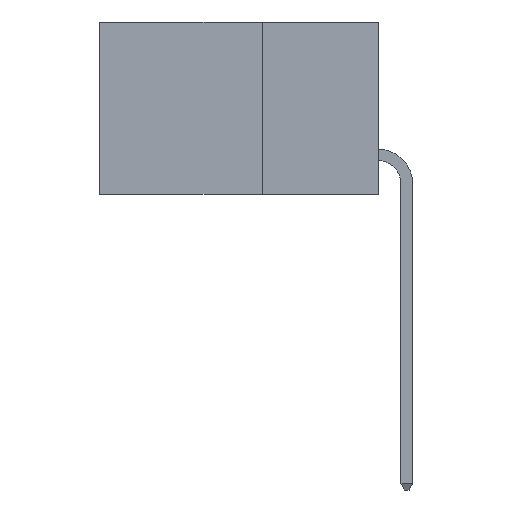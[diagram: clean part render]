
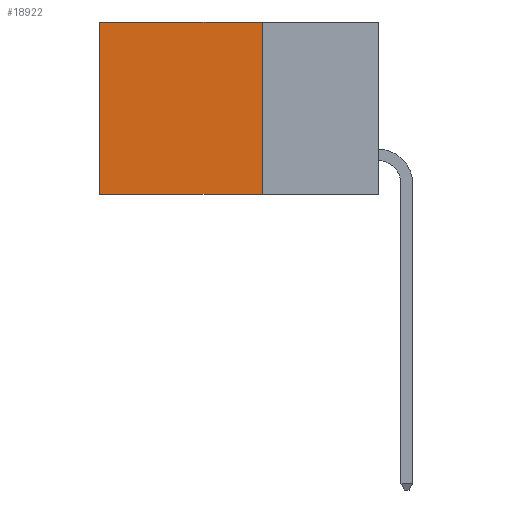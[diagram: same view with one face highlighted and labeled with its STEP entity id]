
A CAD part, left-side view. The second image highlights one B-rep face of the part: STEP entity #18922.
In plain terms, the highlighted planar face has unit normal (-1, 0, 0).
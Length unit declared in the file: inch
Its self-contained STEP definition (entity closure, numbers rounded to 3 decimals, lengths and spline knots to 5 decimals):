
#1530 = DIRECTION ( 'NONE',  ( 0., 0., -1. ) ) ;
#4618 = CARTESIAN_POINT ( 'NONE',  ( 0.2615, 0.6, 0. ) ) ;
#5598 = ORIENTED_EDGE ( 'NONE', *, *, #19102, .T. ) ;
#5630 = LINE ( 'NONE', #13555, #14510 ) ;
#6453 = DIRECTION ( 'NONE',  ( 0., 1., 0. ) ) ;
#6740 = AXIS2_PLACEMENT_3D ( 'NONE', #21122, #12415, #1530 ) ;
#6820 = VERTEX_POINT ( 'NONE', #14172 ) ;
#9094 = EDGE_CURVE ( 'NONE', #6820, #16508, #20998, .T. ) ;
#9362 = VERTEX_POINT ( 'NONE', #13225 ) ;
#9922 = ORIENTED_EDGE ( 'NONE', *, *, #9094, .T. ) ;
#10667 = PLANE ( 'NONE',  #6740 ) ;
#11196 = CARTESIAN_POINT ( 'NONE',  ( 0.2615, 0.6, -0.37 ) ) ;
#12412 = DIRECTION ( 'NONE',  ( 0., 0., -1. ) ) ;
#12415 = DIRECTION ( 'NONE',  ( 1., 0., 0. ) ) ;
#13225 = CARTESIAN_POINT ( 'NONE',  ( 0.2615, 0.6, -0.37 ) ) ;
#13555 = CARTESIAN_POINT ( 'NONE',  ( 0.2615, 0.25, -0.37 ) ) ;
#14172 = CARTESIAN_POINT ( 'NONE',  ( 0.2615, 0.25, 0. ) ) ;
#14510 = VECTOR ( 'NONE', #6453, 39.37008 ) ;
#14692 = LINE ( 'NONE', #21197, #19365 ) ;
#15139 = LINE ( 'NONE', #11196, #21393 ) ;
#15955 = DIRECTION ( 'NONE',  ( 0., 1., 0. ) ) ;
#15983 = CARTESIAN_POINT ( 'NONE',  ( 0.2615, 0.25, 0. ) ) ;
#16508 = VERTEX_POINT ( 'NONE', #4618 ) ;
#17132 = EDGE_LOOP ( 'NONE', ( #5598, #20008, #20313, #9922 ) ) ;
#17661 = CARTESIAN_POINT ( 'NONE',  ( 0.2615, 0.25, -0.37 ) ) ;
#18922 = ADVANCED_FACE ( 'NONE', ( #19521 ), #10667, .F. ) ;
#19102 = EDGE_CURVE ( 'NONE', #16508, #9362, #15139, .T. ) ;
#19365 = VECTOR ( 'NONE', #12412, 39.37008 ) ;
#19521 = FACE_OUTER_BOUND ( 'NONE', #17132, .T. ) ;
#19927 = EDGE_CURVE ( 'NONE', #21251, #9362, #5630, .T. ) ;
#20008 = ORIENTED_EDGE ( 'NONE', *, *, #19927, .F. ) ;
#20313 = ORIENTED_EDGE ( 'NONE', *, *, #21291, .F. ) ;
#20469 = VECTOR ( 'NONE', #15955, 39.37008 ) ;
#20998 = LINE ( 'NONE', #15983, #20469 ) ;
#21122 = CARTESIAN_POINT ( 'NONE',  ( 0.2615, 0.25, -0.37 ) ) ;
#21197 = CARTESIAN_POINT ( 'NONE',  ( 0.2615, 0.25, -0.37 ) ) ;
#21251 = VERTEX_POINT ( 'NONE', #17661 ) ;
#21291 = EDGE_CURVE ( 'NONE', #6820, #21251, #14692, .T. ) ;
#21393 = VECTOR ( 'NONE', #21651, 39.37008 ) ;
#21651 = DIRECTION ( 'NONE',  ( 0., 0., -1. ) ) ;
